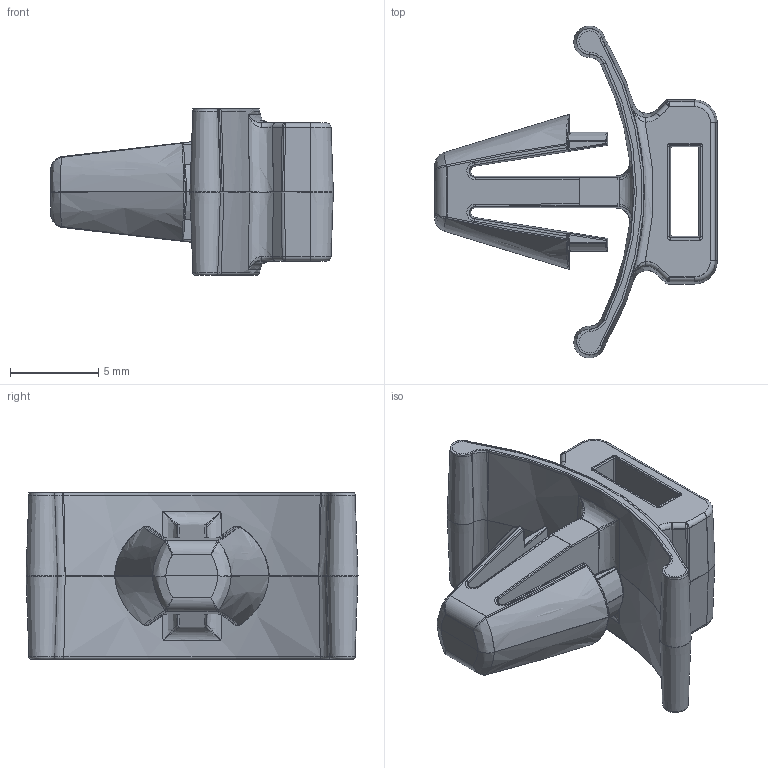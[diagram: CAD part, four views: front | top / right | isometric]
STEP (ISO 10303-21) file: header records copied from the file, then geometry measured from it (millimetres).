
FILE_DESCRIPTION(/* description */ (''),/* implementation_level */ '2;1');
FILE_NAME(/* name */ 'PWMS-H25.stp',/* time_stamp */ '2021-01-26T11:21:23-05:00',/* author */ (''),/* organization */ (''),/* preprocessor_version */ 'ST-DEVELOPER v16',/* originating_system */ 'SIEMENS PLM Software NX 11.0',/* authorisation */ '');
FILE_SCHEMA (('AP203_CONFIGURATION_CONTROLLED_3D_DESIGN_OF_MECHANICAL_PARTS_AND_ASSEMBLIES_MIM_LF { 1 0 10303 403 2 1 2}'));
Length unit declared in the file: inch
Products named in the file (1): G00145DX_01-PUSH WING MOUNT
Bounding box: 15.99 x 18.78 x 9.4 mm (x, y, z)
Volume: 898.1 mm3; surface area: 1580 mm2
Topology: 2 solids, 2 shells, 338 faces, 787 edges, 442 vertices
Faces by surface type: bspline 106, cylinder 84, plane 78, cone 28, torus 24, sphere 12, extrusion 6
Entity records: 11601 total; most frequent: CARTESIAN_POINT 4484, ORIENTED_EDGE 1552, DIRECTION 1373, EDGE_CURVE 776, AXIS2_PLACEMENT_3D 547, VERTEX_POINT 442, EDGE_LOOP 342, ADVANCED_FACE 338
